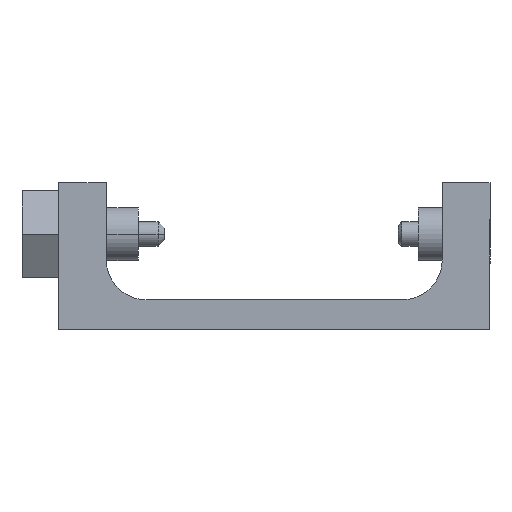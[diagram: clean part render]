
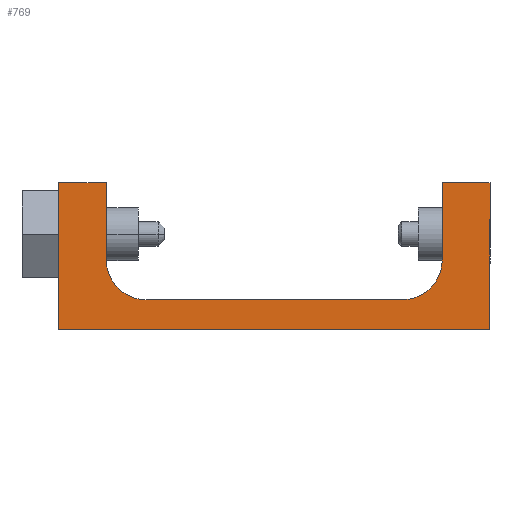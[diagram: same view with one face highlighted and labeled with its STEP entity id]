
A CAD part, front view. The second image highlights one B-rep face of the part: STEP entity #769.
In plain terms, the highlighted planar face has unit normal (0, -1, 0).
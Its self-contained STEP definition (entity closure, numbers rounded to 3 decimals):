
#5 = ORIENTED_EDGE ( 'NONE', *, *, #688, .F. ) ;
#13 = ORIENTED_EDGE ( 'NONE', *, *, #373, .F. ) ;
#19 = CARTESIAN_POINT ( 'NONE',  ( 19.3, -8., 4.4 ) ) ;
#118 = VECTOR ( 'NONE', #1805, 1000. ) ;
#136 = CARTESIAN_POINT ( 'NONE',  ( 19.3, -8., 10.4 ) ) ;
#142 = FACE_OUTER_BOUND ( 'NONE', #1034, .T. ) ;
#147 = VERTEX_POINT ( 'NONE', #1333 ) ;
#186 = CIRCLE ( 'NONE', #196, 6. ) ;
#196 = AXIS2_PLACEMENT_3D ( 'NONE', #136, #2124, #978 ) ;
#321 = CARTESIAN_POINT ( 'NONE',  ( -32.5, -8., 22. ) ) ;
#330 = VECTOR ( 'NONE', #418, 1000. ) ;
#364 = VERTEX_POINT ( 'NONE', #1310 ) ;
#373 = EDGE_CURVE ( 'NONE', #1472, #936, #887, .T. ) ;
#403 = VECTOR ( 'NONE', #1459, 1000. ) ;
#418 = DIRECTION ( 'NONE',  ( 1., 0., 0. ) ) ;
#440 = EDGE_CURVE ( 'NONE', #1320, #147, #1705, .T. ) ;
#480 = ORIENTED_EDGE ( 'NONE', *, *, #1399, .F. ) ;
#531 = DIRECTION ( 'NONE',  ( -1., 0., 0. ) ) ;
#543 = DIRECTION ( 'NONE',  ( 0., 0., 1. ) ) ;
#578 = CARTESIAN_POINT ( 'NONE',  ( 32.5, -8., 0. ) ) ;
#584 = DIRECTION ( 'NONE',  ( 0., 0., -1. ) ) ;
#598 = VECTOR ( 'NONE', #531, 1000. ) ;
#668 = CARTESIAN_POINT ( 'NONE',  ( -32.5, -8., 0. ) ) ;
#686 = VERTEX_POINT ( 'NONE', #1745 ) ;
#688 = EDGE_CURVE ( 'NONE', #936, #1234, #1109, .T. ) ;
#701 = EDGE_CURVE ( 'NONE', #147, #1789, #1384, .T. ) ;
#712 = ORIENTED_EDGE ( 'NONE', *, *, #2099, .F. ) ;
#713 = CARTESIAN_POINT ( 'NONE',  ( 32.5, -8., 22. ) ) ;
#753 = AXIS2_PLACEMENT_3D ( 'NONE', #993, #1319, #1837 ) ;
#769 = ADVANCED_FACE ( 'NONE', ( #142 ), #1104, .F. ) ;
#799 = LINE ( 'NONE', #713, #1823 ) ;
#808 = CARTESIAN_POINT ( 'NONE',  ( -25.3, -8., 22. ) ) ;
#823 = CARTESIAN_POINT ( 'NONE',  ( 25.3, -8., 22. ) ) ;
#887 = CIRCLE ( 'NONE', #753, 6. ) ;
#903 = VECTOR ( 'NONE', #543, 1000. ) ;
#910 = ORIENTED_EDGE ( 'NONE', *, *, #1956, .F. ) ;
#936 = VERTEX_POINT ( 'NONE', #1445 ) ;
#958 = VECTOR ( 'NONE', #584, 1000. ) ;
#978 = DIRECTION ( 'NONE',  ( 0., 0., 1. ) ) ;
#993 = CARTESIAN_POINT ( 'NONE',  ( -19.3, -8., 10.4 ) ) ;
#1034 = EDGE_LOOP ( 'NONE', ( #1578, #910, #480, #712, #2018, #1439, #5, #13, #1324, #1682 ) ) ;
#1073 = DIRECTION ( 'NONE',  ( 0., 0., 1. ) ) ;
#1091 = CARTESIAN_POINT ( 'NONE',  ( -25.3, -8., 22. ) ) ;
#1104 = PLANE ( 'NONE',  #1592 ) ;
#1109 = LINE ( 'NONE', #1254, #330 ) ;
#1177 = LINE ( 'NONE', #1435, #403 ) ;
#1204 = LINE ( 'NONE', #668, #598 ) ;
#1234 = VERTEX_POINT ( 'NONE', #19 ) ;
#1240 = DIRECTION ( 'NONE',  ( 1., 0., 0. ) ) ;
#1254 = CARTESIAN_POINT ( 'NONE',  ( 19.3, -8., 4.4 ) ) ;
#1310 = CARTESIAN_POINT ( 'NONE',  ( 32.5, -8., 22. ) ) ;
#1319 = DIRECTION ( 'NONE',  ( 0., -1., 0. ) ) ;
#1320 = VERTEX_POINT ( 'NONE', #1505 ) ;
#1324 = ORIENTED_EDGE ( 'NONE', *, *, #1925, .F. ) ;
#1333 = CARTESIAN_POINT ( 'NONE',  ( -32.5, -8., 22. ) ) ;
#1369 = VERTEX_POINT ( 'NONE', #1699 ) ;
#1384 = LINE ( 'NONE', #1091, #1656 ) ;
#1399 = EDGE_CURVE ( 'NONE', #364, #1369, #1748, .T. ) ;
#1435 = CARTESIAN_POINT ( 'NONE',  ( -25.3, -8., 10.4 ) ) ;
#1439 = ORIENTED_EDGE ( 'NONE', *, *, #1786, .F. ) ;
#1445 = CARTESIAN_POINT ( 'NONE',  ( -19.3, -8., 4.4 ) ) ;
#1459 = DIRECTION ( 'NONE',  ( 0., 0., -1. ) ) ;
#1472 = VERTEX_POINT ( 'NONE', #1570 ) ;
#1505 = CARTESIAN_POINT ( 'NONE',  ( -32.5, -8., 0. ) ) ;
#1520 = CARTESIAN_POINT ( 'NONE',  ( 25.3, -8., 22. ) ) ;
#1530 = DIRECTION ( 'NONE',  ( 1., 0., 0. ) ) ;
#1570 = CARTESIAN_POINT ( 'NONE',  ( -25.3, -8., 10.4 ) ) ;
#1578 = ORIENTED_EDGE ( 'NONE', *, *, #440, .F. ) ;
#1589 = CARTESIAN_POINT ( 'NONE',  ( 19.3, -8., 10.4 ) ) ;
#1592 = AXIS2_PLACEMENT_3D ( 'NONE', #1589, #2081, #1073 ) ;
#1656 = VECTOR ( 'NONE', #1240, 1000. ) ;
#1682 = ORIENTED_EDGE ( 'NONE', *, *, #701, .F. ) ;
#1699 = CARTESIAN_POINT ( 'NONE',  ( 32.5, -8., 0. ) ) ;
#1705 = LINE ( 'NONE', #321, #118 ) ;
#1745 = CARTESIAN_POINT ( 'NONE',  ( 25.3, -8., 10.4 ) ) ;
#1748 = LINE ( 'NONE', #578, #958 ) ;
#1786 = EDGE_CURVE ( 'NONE', #1234, #686, #186, .T. ) ;
#1789 = VERTEX_POINT ( 'NONE', #808 ) ;
#1805 = DIRECTION ( 'NONE',  ( 0., 0., 1. ) ) ;
#1823 = VECTOR ( 'NONE', #1530, 1000. ) ;
#1837 = DIRECTION ( 'NONE',  ( 0., 0., 1. ) ) ;
#1853 = VERTEX_POINT ( 'NONE', #823 ) ;
#1925 = EDGE_CURVE ( 'NONE', #1789, #1472, #1177, .T. ) ;
#1956 = EDGE_CURVE ( 'NONE', #1369, #1320, #1204, .T. ) ;
#2018 = ORIENTED_EDGE ( 'NONE', *, *, #2115, .F. ) ;
#2052 = LINE ( 'NONE', #1520, #903 ) ;
#2081 = DIRECTION ( 'NONE',  ( 0., 1., 0. ) ) ;
#2099 = EDGE_CURVE ( 'NONE', #1853, #364, #799, .T. ) ;
#2115 = EDGE_CURVE ( 'NONE', #686, #1853, #2052, .T. ) ;
#2124 = DIRECTION ( 'NONE',  ( 0., -1., 0. ) ) ;
